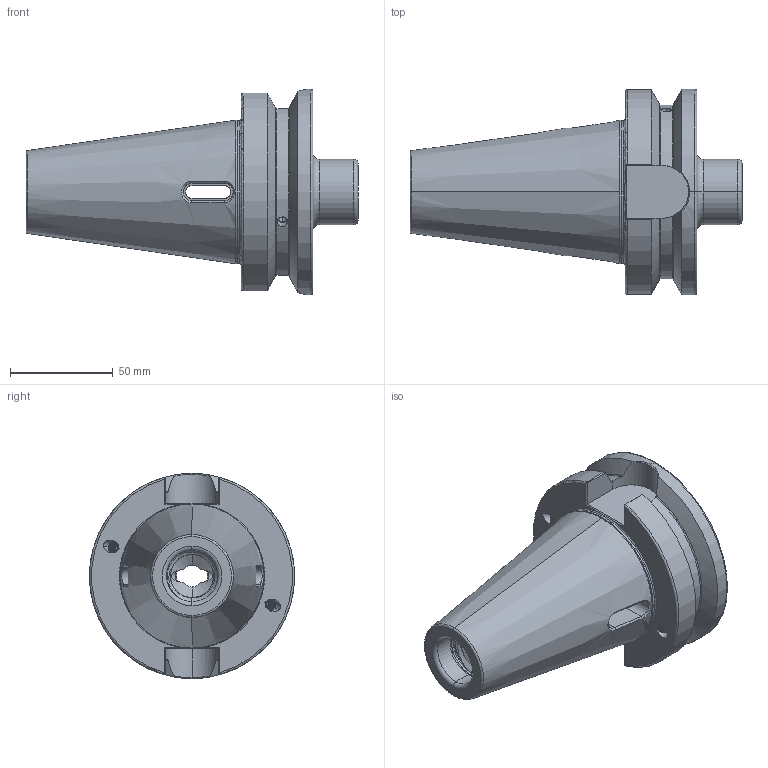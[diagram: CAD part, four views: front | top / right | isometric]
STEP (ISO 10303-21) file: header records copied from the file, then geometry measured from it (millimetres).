
FILE_DESCRIPTION (( 'STEP AP203' ), '1' );
FILE_NAME ('506.07.02.STEP', '2016-08-01T05:14:37', ( '' ), ( '' ), 'SwSTEP 2.0', 'SolidWorks 2012', '' );
FILE_SCHEMA (( 'CONFIG_CONTROL_DESIGN' ));
Length unit declared in the file: millimetre
Products named in the file (1): 506.07.02
Bounding box: 161.8 x 100 x 100 mm (x, y, z)
Volume: 452197.5 mm3; surface area: 61654.7 mm2
Topology: 1 solids, 1 shells, 221 faces, 589 edges, 370 vertices
Faces by surface type: cylinder 97, plane 47, torus 29, cone 26, bspline 22
Entity records: 14770 total; most frequent: CARTESIAN_POINT 9719, ORIENTED_EDGE 1170, DIRECTION 899, EDGE_CURVE 585, VERTEX_POINT 370, AXIS2_PLACEMENT_3D 351, EDGE_LOOP 239, ADVANCED_FACE 221
